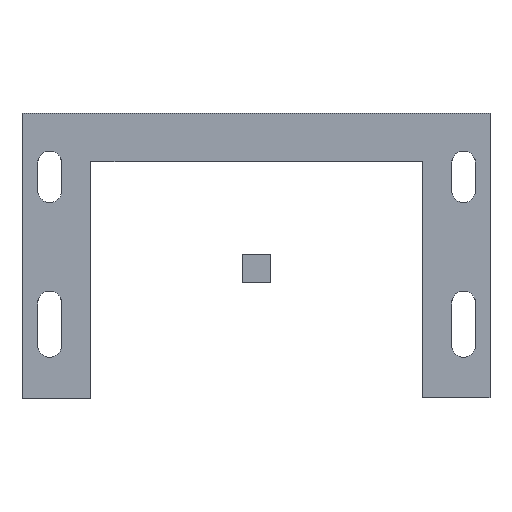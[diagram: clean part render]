
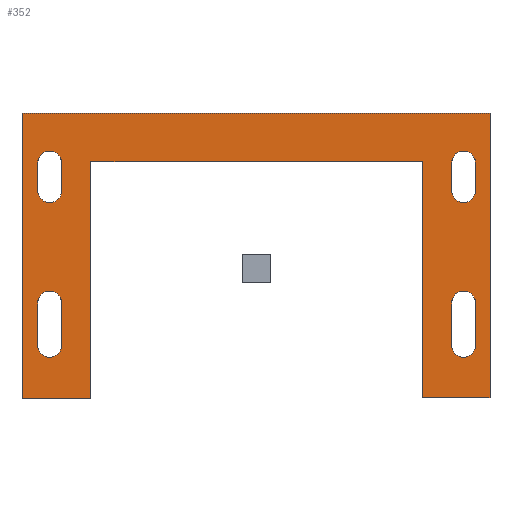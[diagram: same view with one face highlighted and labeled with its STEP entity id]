
A CAD part, top view. The second image highlights one B-rep face of the part: STEP entity #352.
In plain terms, the highlighted planar face has unit normal (0, 0, 1).
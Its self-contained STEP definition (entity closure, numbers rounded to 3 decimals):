
#46 = VERTEX_POINT('',#47);
#47 = CARTESIAN_POINT('',(6.337,4.178,1.6)
  );
#53 = EDGE_CURVE('',#46,#54,#56,.T.);
#54 = VERTEX_POINT('',#55);
#55 = CARTESIAN_POINT('',(6.337,-3.543,1.6)
  );
#56 = LINE('',#57,#58);
#57 = CARTESIAN_POINT('',(6.337,4.178,1.6)
  );
#58 = VECTOR('',#59,1.);
#59 = DIRECTION('',(0.,-1.,0.));
#86 = VERTEX_POINT('',#87);
#87 = CARTESIAN_POINT('',(-6.373,4.178,1.6)
  );
#93 = EDGE_CURVE('',#86,#46,#94,.T.);
#94 = LINE('',#95,#96);
#95 = CARTESIAN_POINT('',(-6.373,4.178,1.6)
  );
#96 = VECTOR('',#97,1.);
#97 = DIRECTION('',(1.,0.,0.));
#115 = EDGE_CURVE('',#54,#116,#118,.T.);
#116 = VERTEX_POINT('',#117);
#117 = CARTESIAN_POINT('',(4.513,-3.543,1.6)
  );
#118 = LINE('',#119,#120);
#119 = CARTESIAN_POINT('',(6.337,-3.543,1.6
    ));
#120 = VECTOR('',#121,1.);
#121 = DIRECTION('',(-1.,0.,0.));
#352 = ADVANCED_FACE('',(#353,#414,#450,#486,#522),#558,.F.);
#353 = FACE_BOUND('',#354,.F.);
#354 = EDGE_LOOP('',(#355,#356,#357,#365,#374,#382,#391,#399,#407,#413)
  );
#355 = ORIENTED_EDGE('',*,*,#53,.T.);
#356 = ORIENTED_EDGE('',*,*,#115,.T.);
#357 = ORIENTED_EDGE('',*,*,#358,.T.);
#358 = EDGE_CURVE('',#116,#359,#361,.T.);
#359 = VERTEX_POINT('',#360);
#360 = CARTESIAN_POINT('',(4.513,2.851,1.6));
#361 = LINE('',#362,#363);
#362 = CARTESIAN_POINT('',(4.513,-3.543,1.6)
  );
#363 = VECTOR('',#364,1.);
#364 = DIRECTION('',(0.,1.,0.));
#365 = ORIENTED_EDGE('',*,*,#366,.T.);
#366 = EDGE_CURVE('',#359,#367,#369,.T.);
#367 = VERTEX_POINT('',#368);
#368 = CARTESIAN_POINT('',(4.5,2.863,1.6));
#369 = CIRCLE('',#370,0.013);
#370 = AXIS2_PLACEMENT_3D('',#371,#372,#373);
#371 = CARTESIAN_POINT('',(4.5,2.851,1.6));
#372 = DIRECTION('',(0.,0.,1.));
#373 = DIRECTION('',(1.,0.,-0.));
#374 = ORIENTED_EDGE('',*,*,#375,.T.);
#375 = EDGE_CURVE('',#367,#376,#378,.T.);
#376 = VERTEX_POINT('',#377);
#377 = CARTESIAN_POINT('',(-4.5,2.863,1.6));
#378 = LINE('',#379,#380);
#379 = CARTESIAN_POINT('',(4.5,2.863,1.6));
#380 = VECTOR('',#381,1.);
#381 = DIRECTION('',(-1.,0.,0.));
#382 = ORIENTED_EDGE('',*,*,#383,.T.);
#383 = EDGE_CURVE('',#376,#384,#386,.T.);
#384 = VERTEX_POINT('',#385);
#385 = CARTESIAN_POINT('',(-4.513,2.851,1.6)
  );
#386 = CIRCLE('',#387,0.013);
#387 = AXIS2_PLACEMENT_3D('',#388,#389,#390);
#388 = CARTESIAN_POINT('',(-4.5,2.851,1.6));
#389 = DIRECTION('',(0.,0.,1.));
#390 = DIRECTION('',(0.,1.,-0.));
#391 = ORIENTED_EDGE('',*,*,#392,.T.);
#392 = EDGE_CURVE('',#384,#393,#395,.T.);
#393 = VERTEX_POINT('',#394);
#394 = CARTESIAN_POINT('',(-4.513,-3.571,1.6)
  );
#395 = LINE('',#396,#397);
#396 = CARTESIAN_POINT('',(-4.513,2.851,1.6)
  );
#397 = VECTOR('',#398,1.);
#398 = DIRECTION('',(0.,-1.,0.));
#399 = ORIENTED_EDGE('',*,*,#400,.T.);
#400 = EDGE_CURVE('',#393,#401,#403,.T.);
#401 = VERTEX_POINT('',#402);
#402 = CARTESIAN_POINT('',(-6.373,-3.571,
    1.6));
#403 = LINE('',#404,#405);
#404 = CARTESIAN_POINT('',(-4.513,-3.571,1.6)
  );
#405 = VECTOR('',#406,1.);
#406 = DIRECTION('',(-1.,0.,0.));
#407 = ORIENTED_EDGE('',*,*,#408,.T.);
#408 = EDGE_CURVE('',#401,#86,#409,.T.);
#409 = LINE('',#410,#411);
#410 = CARTESIAN_POINT('',(-6.373,-3.571,
    1.6));
#411 = VECTOR('',#412,1.);
#412 = DIRECTION('',(0.,1.,0.));
#413 = ORIENTED_EDGE('',*,*,#93,.T.);
#414 = FACE_BOUND('',#415,.F.);
#415 = EDGE_LOOP('',(#416,#427,#435,#444));
#416 = ORIENTED_EDGE('',*,*,#417,.F.);
#417 = EDGE_CURVE('',#418,#420,#422,.T.);
#418 = VERTEX_POINT('',#419);
#419 = CARTESIAN_POINT('',(5.945,-2.124,1.6
    ));
#420 = VERTEX_POINT('',#421);
#421 = CARTESIAN_POINT('',(5.295,-2.124,1.6
    ));
#422 = CIRCLE('',#423,0.325);
#423 = AXIS2_PLACEMENT_3D('',#424,#425,#426);
#424 = CARTESIAN_POINT('',(5.62,-2.124,1.6)
  );
#425 = DIRECTION('',(-0.,0.,-1.));
#426 = DIRECTION('',(1.,0.,-0.));
#427 = ORIENTED_EDGE('',*,*,#428,.F.);
#428 = EDGE_CURVE('',#429,#418,#431,.T.);
#429 = VERTEX_POINT('',#430);
#430 = CARTESIAN_POINT('',(5.945,-0.974,1.6
    ));
#431 = LINE('',#432,#433);
#432 = CARTESIAN_POINT('',(5.945,-0.974,1.6
    ));
#433 = VECTOR('',#434,1.);
#434 = DIRECTION('',(0.,-1.,0.));
#435 = ORIENTED_EDGE('',*,*,#436,.F.);
#436 = EDGE_CURVE('',#437,#429,#439,.T.);
#437 = VERTEX_POINT('',#438);
#438 = CARTESIAN_POINT('',(5.295,-0.974,1.6
    ));
#439 = CIRCLE('',#440,0.325);
#440 = AXIS2_PLACEMENT_3D('',#441,#442,#443);
#441 = CARTESIAN_POINT('',(5.62,-0.974,1.6)
  );
#442 = DIRECTION('',(0.,0.,-1.));
#443 = DIRECTION('',(-1.,0.,0.));
#444 = ORIENTED_EDGE('',*,*,#445,.F.);
#445 = EDGE_CURVE('',#420,#437,#446,.T.);
#446 = LINE('',#447,#448);
#447 = CARTESIAN_POINT('',(5.295,-2.124,1.6
    ));
#448 = VECTOR('',#449,1.);
#449 = DIRECTION('',(0.,1.,0.));
#450 = FACE_BOUND('',#451,.F.);
#451 = EDGE_LOOP('',(#452,#463,#471,#480));
#452 = ORIENTED_EDGE('',*,*,#453,.F.);
#453 = EDGE_CURVE('',#454,#456,#458,.T.);
#454 = VERTEX_POINT('',#455);
#455 = CARTESIAN_POINT('',(-5.295,-2.124,
    1.6));
#456 = VERTEX_POINT('',#457);
#457 = CARTESIAN_POINT('',(-5.945,-2.124,
    1.6));
#458 = CIRCLE('',#459,0.325);
#459 = AXIS2_PLACEMENT_3D('',#460,#461,#462);
#460 = CARTESIAN_POINT('',(-5.62,-2.124,1.6
    ));
#461 = DIRECTION('',(-0.,0.,-1.));
#462 = DIRECTION('',(1.,0.,-0.));
#463 = ORIENTED_EDGE('',*,*,#464,.F.);
#464 = EDGE_CURVE('',#465,#454,#467,.T.);
#465 = VERTEX_POINT('',#466);
#466 = CARTESIAN_POINT('',(-5.295,-0.974,
    1.6));
#467 = LINE('',#468,#469);
#468 = CARTESIAN_POINT('',(-5.295,-0.974,
    1.6));
#469 = VECTOR('',#470,1.);
#470 = DIRECTION('',(0.,-1.,0.));
#471 = ORIENTED_EDGE('',*,*,#472,.F.);
#472 = EDGE_CURVE('',#473,#465,#475,.T.);
#473 = VERTEX_POINT('',#474);
#474 = CARTESIAN_POINT('',(-5.945,-0.974,
    1.6));
#475 = CIRCLE('',#476,0.325);
#476 = AXIS2_PLACEMENT_3D('',#477,#478,#479);
#477 = CARTESIAN_POINT('',(-5.62,-0.974,1.6
    ));
#478 = DIRECTION('',(0.,0.,-1.));
#479 = DIRECTION('',(-1.,0.,0.));
#480 = ORIENTED_EDGE('',*,*,#481,.F.);
#481 = EDGE_CURVE('',#456,#473,#482,.T.);
#482 = LINE('',#483,#484);
#483 = CARTESIAN_POINT('',(-5.945,-2.124,
    1.6));
#484 = VECTOR('',#485,1.);
#485 = DIRECTION('',(0.,1.,0.));
#486 = FACE_BOUND('',#487,.F.);
#487 = EDGE_LOOP('',(#488,#499,#507,#516));
#488 = ORIENTED_EDGE('',*,*,#489,.F.);
#489 = EDGE_CURVE('',#490,#492,#494,.T.);
#490 = VERTEX_POINT('',#491);
#491 = CARTESIAN_POINT('',(5.945,2.076,1.6)
  );
#492 = VERTEX_POINT('',#493);
#493 = CARTESIAN_POINT('',(5.295,2.076,1.6)
  );
#494 = CIRCLE('',#495,0.325);
#495 = AXIS2_PLACEMENT_3D('',#496,#497,#498);
#496 = CARTESIAN_POINT('',(5.62,2.076,1.6)
  );
#497 = DIRECTION('',(-0.,0.,-1.));
#498 = DIRECTION('',(1.,0.,-0.));
#499 = ORIENTED_EDGE('',*,*,#500,.F.);
#500 = EDGE_CURVE('',#501,#490,#503,.T.);
#501 = VERTEX_POINT('',#502);
#502 = CARTESIAN_POINT('',(5.945,2.826,1.6)
  );
#503 = LINE('',#504,#505);
#504 = CARTESIAN_POINT('',(5.945,2.826,1.6)
  );
#505 = VECTOR('',#506,1.);
#506 = DIRECTION('',(0.,-1.,0.));
#507 = ORIENTED_EDGE('',*,*,#508,.F.);
#508 = EDGE_CURVE('',#509,#501,#511,.T.);
#509 = VERTEX_POINT('',#510);
#510 = CARTESIAN_POINT('',(5.295,2.826,1.6)
  );
#511 = CIRCLE('',#512,0.325);
#512 = AXIS2_PLACEMENT_3D('',#513,#514,#515);
#513 = CARTESIAN_POINT('',(5.62,2.826,1.6)
  );
#514 = DIRECTION('',(0.,0.,-1.));
#515 = DIRECTION('',(-1.,0.,0.));
#516 = ORIENTED_EDGE('',*,*,#517,.F.);
#517 = EDGE_CURVE('',#492,#509,#518,.T.);
#518 = LINE('',#519,#520);
#519 = CARTESIAN_POINT('',(5.295,2.076,1.6)
  );
#520 = VECTOR('',#521,1.);
#521 = DIRECTION('',(0.,1.,0.));
#522 = FACE_BOUND('',#523,.F.);
#523 = EDGE_LOOP('',(#524,#535,#543,#552));
#524 = ORIENTED_EDGE('',*,*,#525,.F.);
#525 = EDGE_CURVE('',#526,#528,#530,.T.);
#526 = VERTEX_POINT('',#527);
#527 = CARTESIAN_POINT('',(-5.295,2.076,1.6
    ));
#528 = VERTEX_POINT('',#529);
#529 = CARTESIAN_POINT('',(-5.945,2.076,1.6
    ));
#530 = CIRCLE('',#531,0.325);
#531 = AXIS2_PLACEMENT_3D('',#532,#533,#534);
#532 = CARTESIAN_POINT('',(-5.62,2.076,1.6)
  );
#533 = DIRECTION('',(-0.,0.,-1.));
#534 = DIRECTION('',(1.,0.,-0.));
#535 = ORIENTED_EDGE('',*,*,#536,.F.);
#536 = EDGE_CURVE('',#537,#526,#539,.T.);
#537 = VERTEX_POINT('',#538);
#538 = CARTESIAN_POINT('',(-5.295,2.826,1.6
    ));
#539 = LINE('',#540,#541);
#540 = CARTESIAN_POINT('',(-5.295,2.826,1.6
    ));
#541 = VECTOR('',#542,1.);
#542 = DIRECTION('',(0.,-1.,0.));
#543 = ORIENTED_EDGE('',*,*,#544,.F.);
#544 = EDGE_CURVE('',#545,#537,#547,.T.);
#545 = VERTEX_POINT('',#546);
#546 = CARTESIAN_POINT('',(-5.945,2.826,1.6
    ));
#547 = CIRCLE('',#548,0.325);
#548 = AXIS2_PLACEMENT_3D('',#549,#550,#551);
#549 = CARTESIAN_POINT('',(-5.62,2.826,1.6)
  );
#550 = DIRECTION('',(0.,0.,-1.));
#551 = DIRECTION('',(-1.,0.,0.));
#552 = ORIENTED_EDGE('',*,*,#553,.F.);
#553 = EDGE_CURVE('',#528,#545,#554,.T.);
#554 = LINE('',#555,#556);
#555 = CARTESIAN_POINT('',(-5.945,2.076,1.6
    ));
#556 = VECTOR('',#557,1.);
#557 = DIRECTION('',(0.,1.,0.));
#558 = PLANE('',#559);
#559 = AXIS2_PLACEMENT_3D('',#560,#561,#562);
#560 = CARTESIAN_POINT('',(-0.019,1.231,
    1.6));
#561 = DIRECTION('',(-0.,-0.,-1.));
#562 = DIRECTION('',(-1.,0.,0.));
